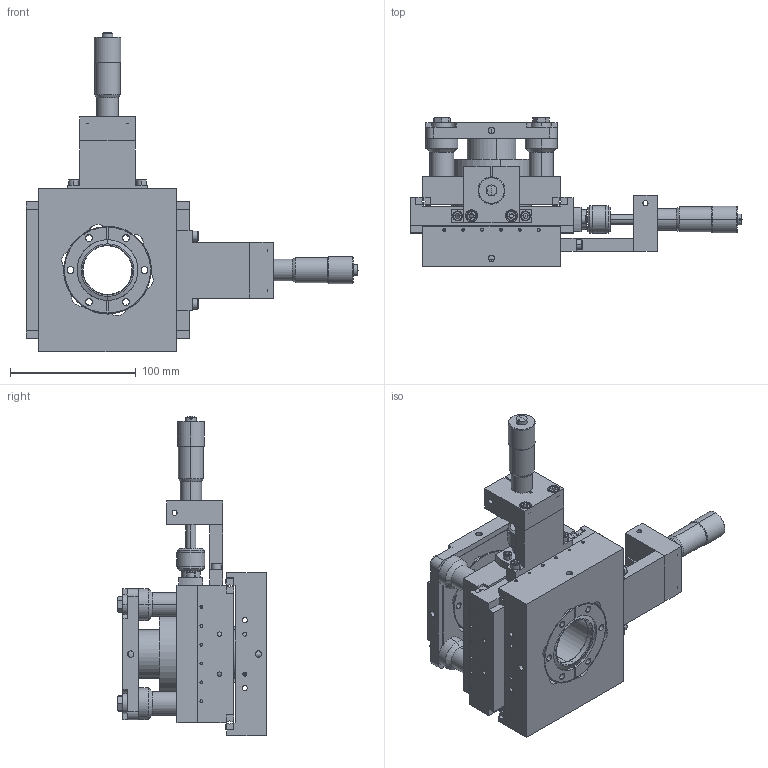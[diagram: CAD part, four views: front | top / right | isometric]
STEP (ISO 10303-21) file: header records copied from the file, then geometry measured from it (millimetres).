
FILE_DESCRIPTION (( 'STEP AP214' ), '1' );
FILE_NAME ('MC1000-1.1.5 ±0.5, BOTH TAPPED, METRIC MICS, 10015206.STEP', '2018-03-26T14:46:30', ( 'jvatsvog' ), ( 'Microsoft' ), 'SwSTEP 2.0', 'SolidWorks 2017', '' );
FILE_SCHEMA (( 'AUTOMOTIVE_DESIGN' ));
Length unit declared in the file: inch
Products named in the file (1): MC1000-1.1.5 ±0.5, BOTH TAPPED, METRIC MICS, 10015206
Bounding box: 263.83 x 118.39 x 253.67 mm (x, y, z)
Surface area: 227236.7 mm2 (no closed solid volume)
Topology: 0 solids, 100 shells, 955 faces, 2929 edges, 2054 vertices
Faces by surface type: plane 435, cylinder 384, cone 120, torus 10, sphere 6
Entity records: 46509 total; most frequent: CARTESIAN_POINT 7155, DIRECTION 5893, ORIENTED_EDGE 4837, EDGE_CURVE 2929, AXIS2_PLACEMENT_3D 2126, VERTEX_POINT 2054, LINE 1641, VECTOR 1641
